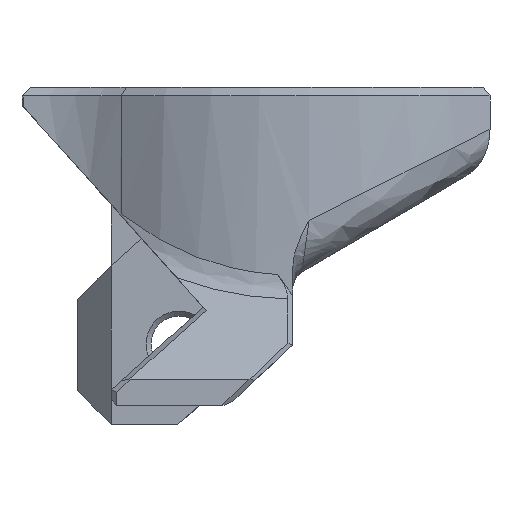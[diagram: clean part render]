
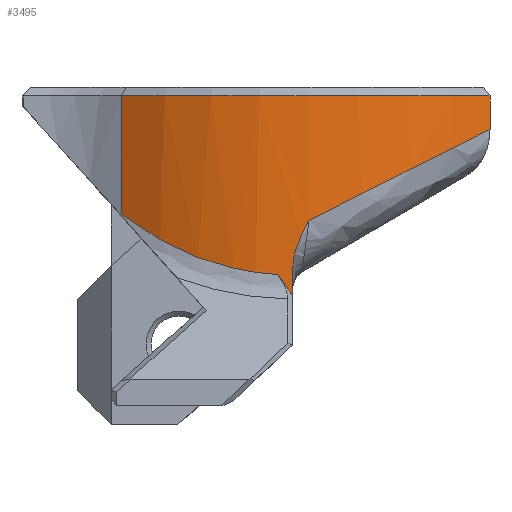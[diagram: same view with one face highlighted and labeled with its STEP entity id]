
A CAD part, left-side view. The second image highlights one B-rep face of the part: STEP entity #3495.
In plain terms, the highlighted cylindrical face has radius 17.5 mm (diameter 35 mm), a partial arc.
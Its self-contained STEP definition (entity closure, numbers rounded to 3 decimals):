
#28=B_SPLINE_CURVE_WITH_KNOTS('',3,(#5320,#5321,#5322,#5323),
 .UNSPECIFIED.,.F.,.F.,(4,4),(-0.04,0.),.UNSPECIFIED.);
#29=B_SPLINE_CURVE_WITH_KNOTS('',3,(#5329,#5330,#5331,#5332,#5333,#5334,
#5335,#5336,#5337,#5338),.UNSPECIFIED.,.F.,.F.,(4,2,2,2,4),(0.,0.041,
0.152,0.313,0.314),.UNSPECIFIED.);
#286=FACE_OUTER_BOUND('',#474,.T.);
#474=EDGE_LOOP('',(#2686,#2687,#2688,#2689,#2690,#2691,#2692,#2693,#2694));
#618=ELLIPSE('',#3718,26.201,17.5);
#619=ELLIPSE('',#3719,35.,17.5);
#620=ELLIPSE('',#3720,19.574,17.5);
#769=LINE('',#5252,#1176);
#783=LINE('',#5315,#1190);
#784=LINE('',#5327,#1191);
#1176=VECTOR('',#4175,10.);
#1190=VECTOR('',#4199,10.);
#1191=VECTOR('',#4206,10.);
#1456=CIRCLE('',#3710,17.5);
#1602=VERTEX_POINT('',#5237);
#1605=VERTEX_POINT('',#5244);
#1606=VERTEX_POINT('',#5251);
#1623=VERTEX_POINT('',#5307);
#1624=VERTEX_POINT('',#5317);
#1625=VERTEX_POINT('',#5319);
#1626=VERTEX_POINT('',#5324);
#1627=VERTEX_POINT('',#5326);
#1628=VERTEX_POINT('',#5328);
#1996=EDGE_CURVE('',#1605,#1602,#1456,.T.);
#1997=EDGE_CURVE('',#1605,#1606,#769,.T.);
#2017=EDGE_CURVE('',#1602,#1623,#783,.T.);
#2018=EDGE_CURVE('',#1623,#1624,#618,.T.);
#2019=EDGE_CURVE('',#1624,#1625,#28,.T.);
#2020=EDGE_CURVE('',#1625,#1626,#619,.T.);
#2021=EDGE_CURVE('',#1627,#1626,#784,.T.);
#2022=EDGE_CURVE('',#1627,#1628,#29,.T.);
#2023=EDGE_CURVE('',#1628,#1606,#620,.T.);
#2686=ORIENTED_EDGE('',*,*,#1996,.T.);
#2687=ORIENTED_EDGE('',*,*,#2017,.T.);
#2688=ORIENTED_EDGE('',*,*,#2018,.T.);
#2689=ORIENTED_EDGE('',*,*,#2019,.T.);
#2690=ORIENTED_EDGE('',*,*,#2020,.T.);
#2691=ORIENTED_EDGE('',*,*,#2021,.F.);
#2692=ORIENTED_EDGE('',*,*,#2022,.T.);
#2693=ORIENTED_EDGE('',*,*,#2023,.T.);
#2694=ORIENTED_EDGE('',*,*,#1997,.F.);
#3415=CYLINDRICAL_SURFACE('',#3717,17.5);
#3495=ADVANCED_FACE('',(#286),#3415,.T.);
#3710=AXIS2_PLACEMENT_3D('',#5249,#4171,#4172);
#3717=AXIS2_PLACEMENT_3D('',#5316,#4200,#4201);
#3718=AXIS2_PLACEMENT_3D('',#5318,#4202,#4203);
#3719=AXIS2_PLACEMENT_3D('',#5325,#4204,#4205);
#3720=AXIS2_PLACEMENT_3D('',#5339,#4207,#4208);
#4171=DIRECTION('center_axis',(0.,0.,-1.));
#4172=DIRECTION('ref_axis',(-0.709,0.706,0.));
#4175=DIRECTION('',(0.,0.,-1.));
#4199=DIRECTION('',(0.,0.,-1.));
#4200=DIRECTION('center_axis',(0.,0.,
1.));
#4201=DIRECTION('ref_axis',(-0.709,0.706,0.));
#4202=DIRECTION('center_axis',(-0.744,0.,
0.668));
#4203=DIRECTION('ref_axis',(-0.668,0.,-0.744));
#4204=DIRECTION('center_axis',(-0.5,-0.707,0.5));
#4205=DIRECTION('ref_axis',(0.289,0.408,0.866));
#4206=DIRECTION('',(0.,0.,-1.));
#4207=DIRECTION('center_axis',(0.,0.448,0.894));
#4208=DIRECTION('ref_axis',(0.,-0.894,0.448));
#5237=CARTESIAN_POINT('',(-16.967,3.609,7.6));
#5244=CARTESIAN_POINT('',(-15.775,-18.157,7.6));
#5249=CARTESIAN_POINT('Origin',(-2.7,-6.525,7.6));
#5251=CARTESIAN_POINT('',(-15.775,-18.157,5.624));
#5252=CARTESIAN_POINT('',(-15.775,-18.157,8.1));
#5307=CARTESIAN_POINT('',(-16.967,3.609,0.631));
#5315=CARTESIAN_POINT('',(-16.967,3.609,8.1));
#5316=CARTESIAN_POINT('Origin',(-2.7,-6.525,8.1));
#5317=CARTESIAN_POINT('',(-20.177,-5.637,-2.946));
#5318=CARTESIAN_POINT('Origin',(-2.7,-6.525,16.528));
#5319=CARTESIAN_POINT('',(-20.179,-5.66,-2.98));
#5320=CARTESIAN_POINT('Ctrl Pts',(-20.177,-5.637,-2.946));
#5321=CARTESIAN_POINT('Ctrl Pts',(-20.178,-5.645,-2.958));
#5322=CARTESIAN_POINT('Ctrl Pts',(-20.178,-5.652,-2.969));
#5323=CARTESIAN_POINT('Ctrl Pts',(-20.179,-5.66,-2.98));
#5324=CARTESIAN_POINT('',(-20.2,-6.525,-4.224));
#5325=CARTESIAN_POINT('Origin',(-2.7,-6.525,13.276));
#5326=CARTESIAN_POINT('',(-20.2,-6.525,-2.454));
#5327=CARTESIAN_POINT('',(-20.2,-6.525,8.1));
#5328=CARTESIAN_POINT('',(-20.173,-7.471,0.27));
#5329=CARTESIAN_POINT('Ctrl Pts',(-20.2,-6.525,-2.454));
#5330=CARTESIAN_POINT('Ctrl Pts',(-20.2,-6.525,-2.317));
#5331=CARTESIAN_POINT('Ctrl Pts',(-20.2,-6.537,-2.179));
#5332=CARTESIAN_POINT('Ctrl Pts',(-20.2,-6.613,-1.678));
#5333=CARTESIAN_POINT('Ctrl Pts',(-20.199,-6.729,-1.333));
#5334=CARTESIAN_POINT('Ctrl Pts',(-20.194,-7.01,-0.629));
#5335=CARTESIAN_POINT('Ctrl Pts',(-20.188,-7.223,-0.212));
#5336=CARTESIAN_POINT('Ctrl Pts',(-20.175,-7.468,0.264));
#5337=CARTESIAN_POINT('Ctrl Pts',(-20.174,-7.47,0.267));
#5338=CARTESIAN_POINT('Ctrl Pts',(-20.174,-7.471,0.27));
#5339=CARTESIAN_POINT('Origin',(-2.7,-6.525,-0.204));
